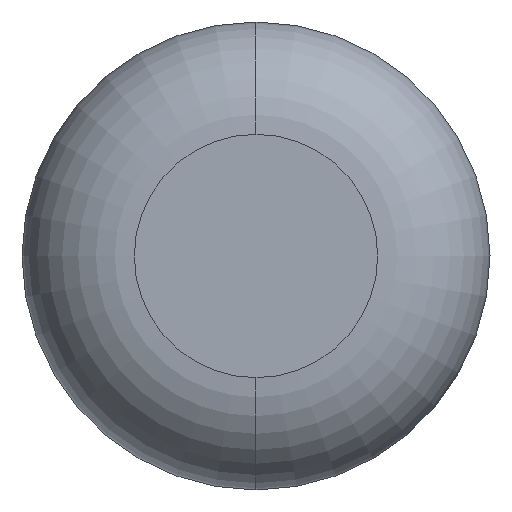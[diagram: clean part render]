
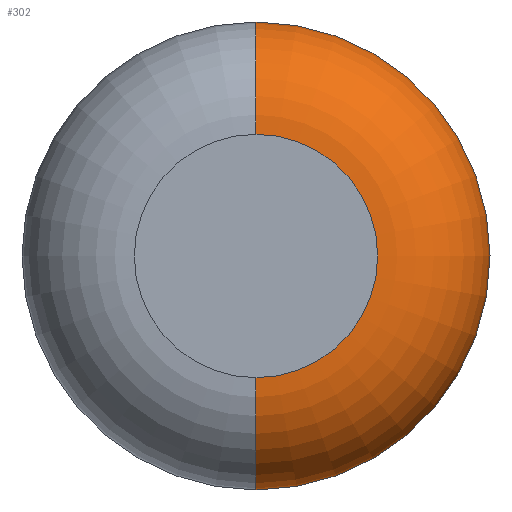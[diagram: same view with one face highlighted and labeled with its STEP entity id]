
A CAD part, front view. The second image highlights one B-rep face of the part: STEP entity #302.
In plain terms, the highlighted toroidal (fillet/blend) face has major radius 1.651 mm and minor radius 1.524 mm.
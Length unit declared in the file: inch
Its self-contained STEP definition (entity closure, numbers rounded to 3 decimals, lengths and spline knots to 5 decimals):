
#24 = DIRECTION ( 'NONE',  ( 0., -1., 0. ) ) ;
#28 = CIRCLE ( 'NONE', #350, 0.125 ) ;
#36 = DIRECTION ( 'NONE',  ( 0., 0., -1. ) ) ;
#100 = AXIS2_PLACEMENT_3D ( 'NONE', #447, #200, #443 ) ;
#145 = EDGE_CURVE ( 'NONE', #476, #321, #432, .T. ) ;
#150 = DIRECTION ( 'NONE',  ( 0., 0., 1. ) ) ;
#153 = DIRECTION ( 'NONE',  ( 0., 0., -1. ) ) ;
#168 = CARTESIAN_POINT ( 'NONE',  ( 0., 0.06, -0.065 ) ) ;
#195 = VERTEX_POINT ( 'NONE', #240 ) ;
#198 = CARTESIAN_POINT ( 'NONE',  ( 0., 0., 0.065 ) ) ;
#200 = DIRECTION ( 'NONE',  ( 1., 0., 0. ) ) ;
#204 = EDGE_LOOP ( 'NONE', ( #533, #426, #409, #272 ) ) ;
#224 = CARTESIAN_POINT ( 'NONE',  ( 0., 0.06, 0.125 ) ) ;
#226 = CARTESIAN_POINT ( 'NONE',  ( 0., 0., -0.065 ) ) ;
#240 = CARTESIAN_POINT ( 'NONE',  ( 0., 0.06, -0.125 ) ) ;
#250 = FACE_OUTER_BOUND ( 'NONE', #204, .T. ) ;
#272 = ORIENTED_EDGE ( 'NONE', *, *, #346, .F. ) ;
#302 = ADVANCED_FACE ( 'NONE', ( #250 ), #397, .T. ) ;
#318 = AXIS2_PLACEMENT_3D ( 'NONE', #446, #374, #36 ) ;
#321 = VERTEX_POINT ( 'NONE', #198 ) ;
#341 = CIRCLE ( 'NONE', #547, 0.06 ) ;
#346 = EDGE_CURVE ( 'NONE', #195, #481, #341, .T. ) ;
#350 = AXIS2_PLACEMENT_3D ( 'NONE', #377, #24, #424 ) ;
#374 = DIRECTION ( 'NONE',  ( 0., -1., 0. ) ) ;
#377 = CARTESIAN_POINT ( 'NONE',  ( 0., 0.06, 0. ) ) ;
#390 = EDGE_CURVE ( 'NONE', #481, #321, #529, .T. ) ;
#397 = TOROIDAL_SURFACE ( 'NONE', #318, 0.065, 0.06 ) ;
#407 = EDGE_CURVE ( 'NONE', #195, #476, #28, .T. ) ;
#409 = ORIENTED_EDGE ( 'NONE', *, *, #390, .F. ) ;
#413 = CARTESIAN_POINT ( 'NONE',  ( 0., 0., 0. ) ) ;
#419 = DIRECTION ( 'NONE',  ( 0., -1., 0. ) ) ;
#424 = DIRECTION ( 'NONE',  ( 0., 0., -1. ) ) ;
#426 = ORIENTED_EDGE ( 'NONE', *, *, #145, .T. ) ;
#432 = CIRCLE ( 'NONE', #100, 0.06 ) ;
#443 = DIRECTION ( 'NONE',  ( 0., 0., -1. ) ) ;
#446 = CARTESIAN_POINT ( 'NONE',  ( 0., 0.06, 0. ) ) ;
#447 = CARTESIAN_POINT ( 'NONE',  ( 0., 0.06, 0.065 ) ) ;
#476 = VERTEX_POINT ( 'NONE', #224 ) ;
#481 = VERTEX_POINT ( 'NONE', #226 ) ;
#483 = AXIS2_PLACEMENT_3D ( 'NONE', #413, #419, #153 ) ;
#527 = DIRECTION ( 'NONE',  ( -1., 0., 0. ) ) ;
#529 = CIRCLE ( 'NONE', #483, 0.065 ) ;
#533 = ORIENTED_EDGE ( 'NONE', *, *, #407, .T. ) ;
#547 = AXIS2_PLACEMENT_3D ( 'NONE', #168, #527, #150 ) ;
